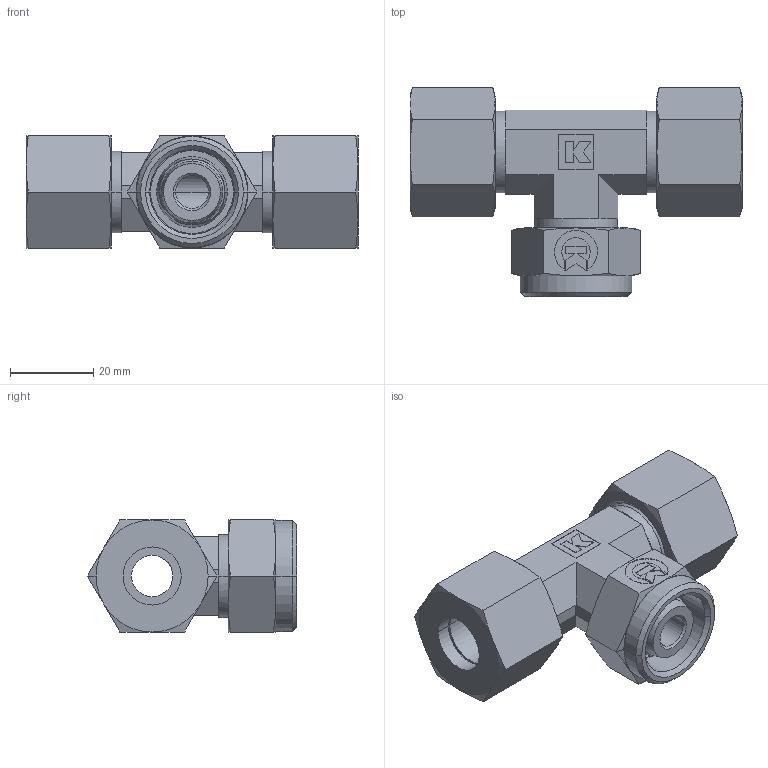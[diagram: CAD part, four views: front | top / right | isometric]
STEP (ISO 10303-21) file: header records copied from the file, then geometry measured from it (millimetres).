
FILE_DESCRIPTION( ( '' ), '1' );
FILE_NAME( '3866142214.stp', '2012-08-13T08:59:50', ( '' ), ( '' ), ' ', ' ', ' ' );
FILE_SCHEMA( ( 'CONFIG_CONTROL_DESIGN' ) );
Length unit declared in the file: millimetre
Products named in the file (5): 1; 2; 3; 4; 5
Bounding box: 80 x 50.39 x 27 mm (x, y, z)
Volume: 38762.2 mm3; surface area: 20943 mm2
Topology: 5 solids, 6 shells, 304 faces, 694 edges, 417 vertices
Faces by surface type: plane 156, cone 94, cylinder 48, torus 6
Entity records: 8657 total; most frequent: CARTESIAN_POINT 1631, DIRECTION 1477, ORIENTED_EDGE 1388, EDGE_CURVE 694, AXIS2_PLACEMENT_3D 549, VERTEX_POINT 417, LINE 379, VECTOR 379
